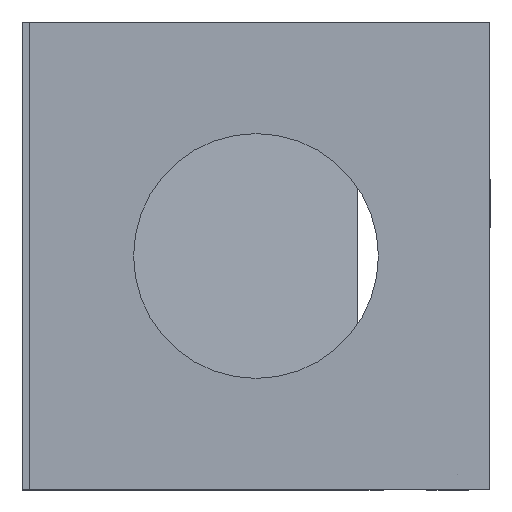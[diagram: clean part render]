
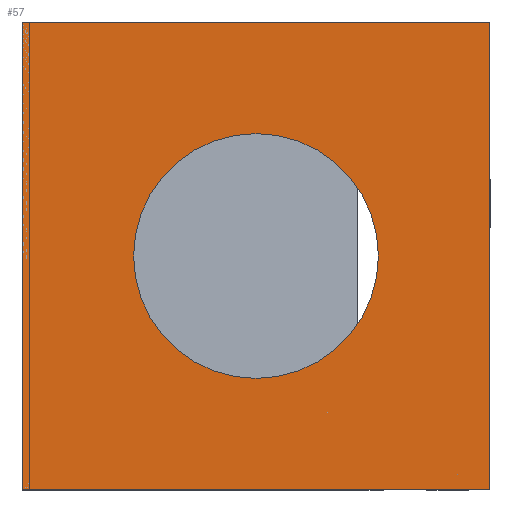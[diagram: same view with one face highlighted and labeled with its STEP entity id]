
A CAD part, front view. The second image highlights one B-rep face of the part: STEP entity #57.
In plain terms, the highlighted planar face has unit normal (0, -1, 0).
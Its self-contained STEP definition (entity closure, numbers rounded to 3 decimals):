
#4 = EDGE_CURVE ( 'NONE', #421, #241, #659, .T. ) ;
#6 = EDGE_CURVE ( 'NONE', #222, #281, #162, .T. ) ;
#7 = EDGE_CURVE ( 'NONE', #209, #421, #366, .T. ) ;
#9 = EDGE_CURVE ( 'NONE', #241, #240, #717, .T. ) ;
#40 = EDGE_CURVE ( 'NONE', #240, #209, #479, .T. ) ;
#47 = EDGE_CURVE ( 'NONE', #281, #222, #155, .T. ) ;
#57 = ADVANCED_FACE ( 'NONE', ( #637, #450 ), #657, .T. ) ;
#143 = AXIS2_PLACEMENT_3D ( 'NONE', #315, #247, #604 ) ;
#154 = VECTOR ( 'NONE', #220, 1000. ) ;
#155 = CIRCLE ( 'NONE', #143, 3.4 ) ;
#162 = CIRCLE ( 'NONE', #176, 3.4 ) ;
#175 = VECTOR ( 'NONE', #307, 1000. ) ;
#176 = AXIS2_PLACEMENT_3D ( 'NONE', #712, #383, #603 ) ;
#180 = VECTOR ( 'NONE', #765, 1000. ) ;
#181 = VECTOR ( 'NONE', #550, 1000. ) ;
#184 = AXIS2_PLACEMENT_3D ( 'NONE', #607, #532, #395 ) ;
#209 = VERTEX_POINT ( 'NONE', #428 ) ;
#220 = DIRECTION ( 'NONE',  ( 1., 0., 0. ) ) ;
#222 = VERTEX_POINT ( 'NONE', #725 ) ;
#240 = VERTEX_POINT ( 'NONE', #723 ) ;
#241 = VERTEX_POINT ( 'NONE', #549 ) ;
#247 = DIRECTION ( 'NONE',  ( 0., -1., 0. ) ) ;
#277 = ORIENTED_EDGE ( 'NONE', *, *, #7, .F. ) ;
#279 = ORIENTED_EDGE ( 'NONE', *, *, #4, .F. ) ;
#281 = VERTEX_POINT ( 'NONE', #693 ) ;
#285 = ORIENTED_EDGE ( 'NONE', *, *, #9, .F. ) ;
#286 = ORIENTED_EDGE ( 'NONE', *, *, #40, .F. ) ;
#287 = ORIENTED_EDGE ( 'NONE', *, *, #6, .F. ) ;
#288 = ORIENTED_EDGE ( 'NONE', *, *, #47, .F. ) ;
#307 = DIRECTION ( 'NONE',  ( -1., 0., 0. ) ) ;
#315 = CARTESIAN_POINT ( 'NONE',  ( 0., 0., 0. ) ) ;
#321 = CARTESIAN_POINT ( 'NONE',  ( -6.5, 0., 6.5 ) ) ;
#366 = LINE ( 'NONE', #625, #154 ) ;
#383 = DIRECTION ( 'NONE',  ( 0., -1., 0. ) ) ;
#395 = DIRECTION ( 'NONE',  ( 0., 0., -1. ) ) ;
#416 = CARTESIAN_POINT ( 'NONE',  ( 6.5, 0., 6.5 ) ) ;
#421 = VERTEX_POINT ( 'NONE', #742 ) ;
#428 = CARTESIAN_POINT ( 'NONE',  ( -6.5, 0., 6.5 ) ) ;
#450 = FACE_OUTER_BOUND ( 'NONE', #629, .T. ) ;
#479 = LINE ( 'NONE', #321, #181 ) ;
#532 = DIRECTION ( 'NONE',  ( 0., -1., 0. ) ) ;
#549 = CARTESIAN_POINT ( 'NONE',  ( 6.5, 0., -6.5 ) ) ;
#550 = DIRECTION ( 'NONE',  ( 0., 0., 1. ) ) ;
#603 = DIRECTION ( 'NONE',  ( 0., 0., -1. ) ) ;
#604 = DIRECTION ( 'NONE',  ( 0., 0., -1. ) ) ;
#607 = CARTESIAN_POINT ( 'NONE',  ( -6.5, 0., -6.5 ) ) ;
#625 = CARTESIAN_POINT ( 'NONE',  ( -6.5, 0., 6.5 ) ) ;
#629 = EDGE_LOOP ( 'NONE', ( #286, #285, #279, #277 ) ) ;
#637 = FACE_BOUND ( 'NONE', #773, .T. ) ;
#657 = PLANE ( 'NONE',  #184 ) ;
#659 = LINE ( 'NONE', #416, #180 ) ;
#686 = CARTESIAN_POINT ( 'NONE',  ( -6.5, 0., -6.5 ) ) ;
#693 = CARTESIAN_POINT ( 'NONE',  ( 0., 0., 3.4 ) ) ;
#712 = CARTESIAN_POINT ( 'NONE',  ( 0., 0., 0. ) ) ;
#717 = LINE ( 'NONE', #686, #175 ) ;
#723 = CARTESIAN_POINT ( 'NONE',  ( -6.5, 0., -6.5 ) ) ;
#725 = CARTESIAN_POINT ( 'NONE',  ( 0., 0., -3.4 ) ) ;
#742 = CARTESIAN_POINT ( 'NONE',  ( 6.5, 0., 6.5 ) ) ;
#765 = DIRECTION ( 'NONE',  ( 0., 0., -1. ) ) ;
#773 = EDGE_LOOP ( 'NONE', ( #288, #287 ) ) ;
